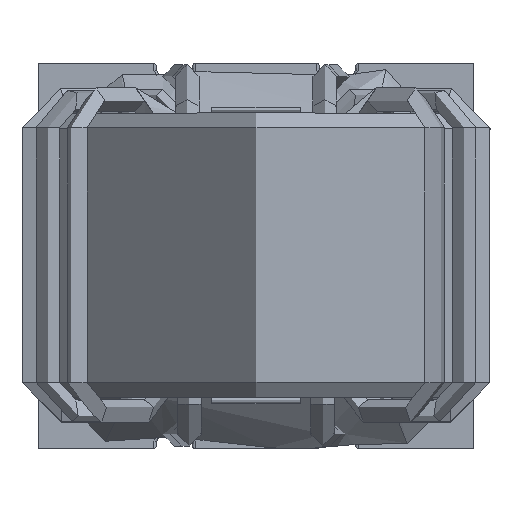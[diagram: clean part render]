
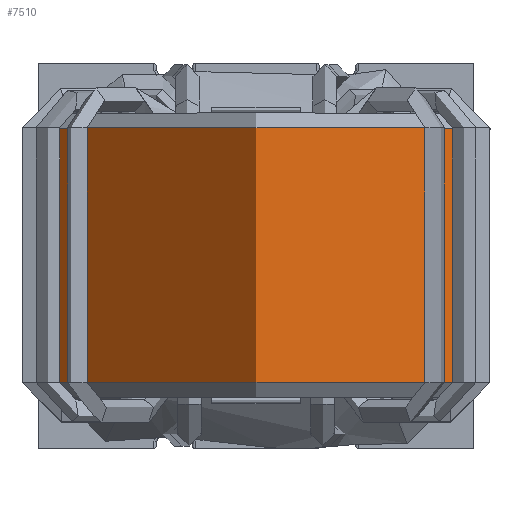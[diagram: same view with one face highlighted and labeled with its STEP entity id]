
A CAD part, top view. The second image highlights one B-rep face of the part: STEP entity #7510.
In plain terms, the highlighted cylindrical face has radius 7.15 mm (diameter 14.3 mm), a full revolution.
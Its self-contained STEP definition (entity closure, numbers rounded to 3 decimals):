
#277=CYLINDRICAL_SURFACE('',#8078,7.15);
#1711=ORIENTED_EDGE('',*,*,#2708,.T.);
#1712=ORIENTED_EDGE('',*,*,#2709,.T.);
#2708=EDGE_CURVE('',#3267,#3267,#3674,.F.);
#2709=EDGE_CURVE('',#3268,#3268,#3675,.T.);
#3267=VERTEX_POINT('',#11923);
#3268=VERTEX_POINT('',#11925);
#3674=CIRCLE('',#8079,7.15);
#3675=CIRCLE('',#8080,7.15);
#4064=EDGE_LOOP('',(#1711));
#4065=EDGE_LOOP('',(#1712));
#4601=FACE_BOUND('',#4064,.T.);
#4602=FACE_BOUND('',#4065,.T.);
#7510=ADVANCED_FACE('',(#4601,#4602),#277,.T.);
#8078=AXIS2_PLACEMENT_3D('',#11921,#9241,#9242);
#8079=AXIS2_PLACEMENT_3D('',#11922,#9243,#9244);
#8080=AXIS2_PLACEMENT_3D('',#11924,#9245,#9246);
#9241=DIRECTION('',(0.,1.,0.));
#9242=DIRECTION('',(0.,0.,1.));
#9243=DIRECTION('',(0.,1.,0.));
#9244=DIRECTION('',(0.,0.,1.));
#9245=DIRECTION('',(0.,1.,0.));
#9246=DIRECTION('',(0.,0.,1.));
#11921=CARTESIAN_POINT('',(0.,-4.8,7.85));
#11922=CARTESIAN_POINT('',(0.,4.3,7.85));
#11923=CARTESIAN_POINT('',(0.,4.3,15.));
#11924=CARTESIAN_POINT('',(0.,-4.3,7.85));
#11925=CARTESIAN_POINT('',(0.,-4.3,15.));
